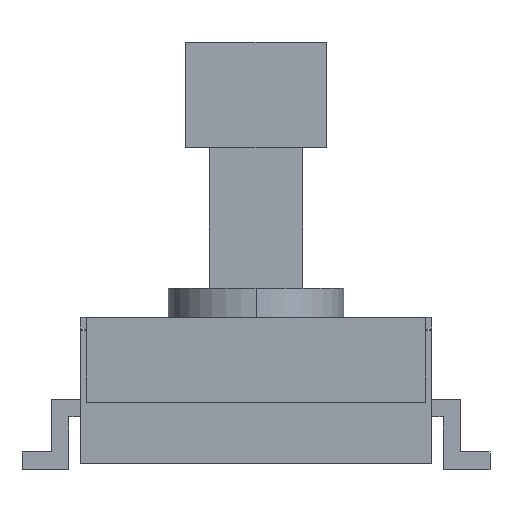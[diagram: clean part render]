
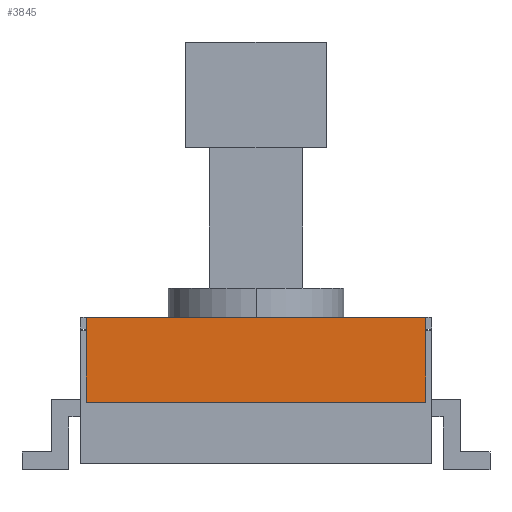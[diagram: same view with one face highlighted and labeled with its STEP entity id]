
A CAD part, front view. The second image highlights one B-rep face of the part: STEP entity #3845.
In plain terms, the highlighted planar face has unit normal (0, -1, 0).
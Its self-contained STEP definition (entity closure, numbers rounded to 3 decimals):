
#983 = PLANE('',#984);
#984 = AXIS2_PLACEMENT_3D('',#985,#986,#987);
#985 = CARTESIAN_POINT('',(2.9,-3.15,2.65));
#986 = DIRECTION('',(-1.,0.,0.));
#987 = DIRECTION('',(0.,0.,1.));
#1011 = PLANE('',#1012);
#1012 = AXIS2_PLACEMENT_3D('',#1013,#1014,#1015);
#1013 = CARTESIAN_POINT('',(2.9,-3.15,1.2));
#1014 = DIRECTION('',(0.,0.,1.));
#1015 = DIRECTION('',(1.,0.,0.));
#1039 = PLANE('',#1040);
#1040 = AXIS2_PLACEMENT_3D('',#1041,#1042,#1043);
#1041 = CARTESIAN_POINT('',(-2.9,-3.15,2.65));
#1042 = DIRECTION('',(1.,0.,0.));
#1043 = DIRECTION('',(0.,0.,-1.));
#2165 = VERTEX_POINT('',#2166);
#2166 = CARTESIAN_POINT('',(-2.9,-3.15,1.2));
#2187 = EDGE_CURVE('',#2188,#2165,#2190,.T.);
#2188 = VERTEX_POINT('',#2189);
#2189 = CARTESIAN_POINT('',(-2.9,-3.15,2.65));
#2190 = SURFACE_CURVE('',#2191,(#2195,#2202),.PCURVE_S1.);
#2191 = LINE('',#2192,#2193);
#2192 = CARTESIAN_POINT('',(-2.9,-3.15,2.65));
#2193 = VECTOR('',#2194,1.);
#2194 = DIRECTION('',(0.,0.,-1.));
#2195 = PCURVE('',#1039,#2196);
#2196 = DEFINITIONAL_REPRESENTATION('',(#2197),#2201);
#2197 = LINE('',#2198,#2199);
#2198 = CARTESIAN_POINT('',(0.,0.));
#2199 = VECTOR('',#2200,1.);
#2200 = DIRECTION('',(1.,0.));
#2201 = ( GEOMETRIC_REPRESENTATION_CONTEXT(2) 
PARAMETRIC_REPRESENTATION_CONTEXT() REPRESENTATION_CONTEXT('2D SPACE',''
  ) );
#2202 = PCURVE('',#2203,#2208);
#2203 = PLANE('',#2204);
#2204 = AXIS2_PLACEMENT_3D('',#2205,#2206,#2207);
#2205 = CARTESIAN_POINT('',(2.9,-3.15,1.2));
#2206 = DIRECTION('',(0.,1.,0.));
#2207 = DIRECTION('',(0.,0.,1.));
#2208 = DEFINITIONAL_REPRESENTATION('',(#2209),#2213);
#2209 = LINE('',#2210,#2211);
#2210 = CARTESIAN_POINT('',(1.45,-5.8));
#2211 = VECTOR('',#2212,1.);
#2212 = DIRECTION('',(-1.,0.));
#2213 = ( GEOMETRIC_REPRESENTATION_CONTEXT(2) 
PARAMETRIC_REPRESENTATION_CONTEXT() REPRESENTATION_CONTEXT('2D SPACE',''
  ) );
#2229 = PLANE('',#2230);
#2230 = AXIS2_PLACEMENT_3D('',#2231,#2232,#2233);
#2231 = CARTESIAN_POINT('',(-3.,-2.9,2.65));
#2232 = DIRECTION('',(0.,0.,1.));
#2233 = DIRECTION('',(1.,0.,0.));
#2297 = VERTEX_POINT('',#2298);
#2298 = CARTESIAN_POINT('',(2.9,-3.15,2.65));
#2319 = EDGE_CURVE('',#2320,#2297,#2322,.T.);
#2320 = VERTEX_POINT('',#2321);
#2321 = CARTESIAN_POINT('',(2.9,-3.15,1.2));
#2322 = SURFACE_CURVE('',#2323,(#2327,#2334),.PCURVE_S1.);
#2323 = LINE('',#2324,#2325);
#2324 = CARTESIAN_POINT('',(2.9,-3.15,2.65));
#2325 = VECTOR('',#2326,1.);
#2326 = DIRECTION('',(0.,0.,1.));
#2327 = PCURVE('',#983,#2328);
#2328 = DEFINITIONAL_REPRESENTATION('',(#2329),#2333);
#2329 = LINE('',#2330,#2331);
#2330 = CARTESIAN_POINT('',(0.,0.));
#2331 = VECTOR('',#2332,1.);
#2332 = DIRECTION('',(1.,0.));
#2333 = ( GEOMETRIC_REPRESENTATION_CONTEXT(2) 
PARAMETRIC_REPRESENTATION_CONTEXT() REPRESENTATION_CONTEXT('2D SPACE',''
  ) );
#2334 = PCURVE('',#2203,#2335);
#2335 = DEFINITIONAL_REPRESENTATION('',(#2336),#2340);
#2336 = LINE('',#2337,#2338);
#2337 = CARTESIAN_POINT('',(1.45,0.));
#2338 = VECTOR('',#2339,1.);
#2339 = DIRECTION('',(1.,0.));
#2340 = ( GEOMETRIC_REPRESENTATION_CONTEXT(2) 
PARAMETRIC_REPRESENTATION_CONTEXT() REPRESENTATION_CONTEXT('2D SPACE',''
  ) );
#2368 = EDGE_CURVE('',#2165,#2320,#2369,.T.);
#2369 = SURFACE_CURVE('',#2370,(#2374,#2381),.PCURVE_S1.);
#2370 = LINE('',#2371,#2372);
#2371 = CARTESIAN_POINT('',(2.9,-3.15,1.2));
#2372 = VECTOR('',#2373,1.);
#2373 = DIRECTION('',(1.,0.,0.));
#2374 = PCURVE('',#1011,#2375);
#2375 = DEFINITIONAL_REPRESENTATION('',(#2376),#2380);
#2376 = LINE('',#2377,#2378);
#2377 = CARTESIAN_POINT('',(0.,0.));
#2378 = VECTOR('',#2379,1.);
#2379 = DIRECTION('',(1.,0.));
#2380 = ( GEOMETRIC_REPRESENTATION_CONTEXT(2) 
PARAMETRIC_REPRESENTATION_CONTEXT() REPRESENTATION_CONTEXT('2D SPACE',''
  ) );
#2381 = PCURVE('',#2203,#2382);
#2382 = DEFINITIONAL_REPRESENTATION('',(#2383),#2387);
#2383 = LINE('',#2384,#2385);
#2384 = CARTESIAN_POINT('',(0.,0.));
#2385 = VECTOR('',#2386,1.);
#2386 = DIRECTION('',(0.,1.));
#2387 = ( GEOMETRIC_REPRESENTATION_CONTEXT(2) 
PARAMETRIC_REPRESENTATION_CONTEXT() REPRESENTATION_CONTEXT('2D SPACE',''
  ) );
#3845 = ADVANCED_FACE('',(#3846),#2203,.F.);
#3846 = FACE_BOUND('',#3847,.T.);
#3847 = EDGE_LOOP('',(#3848,#3849,#3870,#3871));
#3848 = ORIENTED_EDGE('',*,*,#2319,.T.);
#3849 = ORIENTED_EDGE('',*,*,#3850,.T.);
#3850 = EDGE_CURVE('',#2297,#2188,#3851,.T.);
#3851 = SURFACE_CURVE('',#3852,(#3856,#3863),.PCURVE_S1.);
#3852 = LINE('',#3853,#3854);
#3853 = CARTESIAN_POINT('',(2.9,-3.15,2.65));
#3854 = VECTOR('',#3855,1.);
#3855 = DIRECTION('',(-1.,0.,0.));
#3856 = PCURVE('',#2203,#3857);
#3857 = DEFINITIONAL_REPRESENTATION('',(#3858),#3862);
#3858 = LINE('',#3859,#3860);
#3859 = CARTESIAN_POINT('',(1.45,0.));
#3860 = VECTOR('',#3861,1.);
#3861 = DIRECTION('',(0.,-1.));
#3862 = ( GEOMETRIC_REPRESENTATION_CONTEXT(2) 
PARAMETRIC_REPRESENTATION_CONTEXT() REPRESENTATION_CONTEXT('2D SPACE',''
  ) );
#3863 = PCURVE('',#2229,#3864);
#3864 = DEFINITIONAL_REPRESENTATION('',(#3865),#3869);
#3865 = LINE('',#3866,#3867);
#3866 = CARTESIAN_POINT('',(5.9,-0.25));
#3867 = VECTOR('',#3868,1.);
#3868 = DIRECTION('',(-1.,0.));
#3869 = ( GEOMETRIC_REPRESENTATION_CONTEXT(2) 
PARAMETRIC_REPRESENTATION_CONTEXT() REPRESENTATION_CONTEXT('2D SPACE',''
  ) );
#3870 = ORIENTED_EDGE('',*,*,#2187,.T.);
#3871 = ORIENTED_EDGE('',*,*,#2368,.T.);
